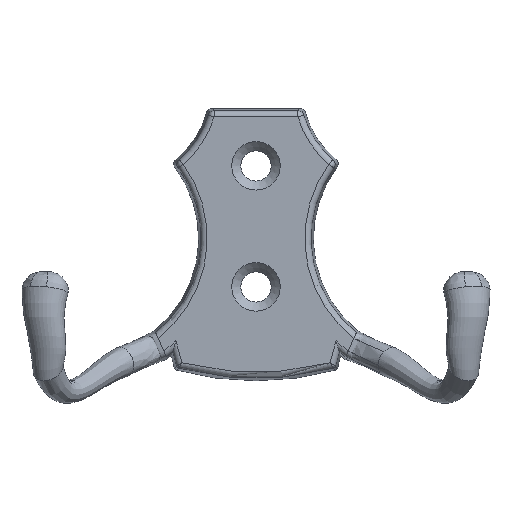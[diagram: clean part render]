
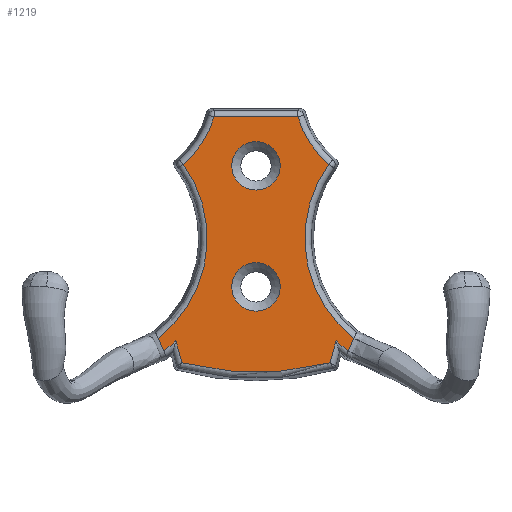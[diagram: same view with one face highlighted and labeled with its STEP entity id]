
A CAD part, top view. The second image highlights one B-rep face of the part: STEP entity #1219.
In plain terms, the highlighted planar face has unit normal (0, 0, 1).
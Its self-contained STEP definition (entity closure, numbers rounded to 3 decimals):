
#139=FACE_BOUND('',#335,.T.);
#140=FACE_BOUND('',#336,.T.);
#154=CIRCLE('',#1313,4.);
#155=CIRCLE('',#1314,4.);
#158=CIRCLE('',#1319,4.);
#159=CIRCLE('',#1320,4.);
#164=CIRCLE('',#1327,16.398);
#170=CIRCLE('',#1336,20.923);
#172=CIRCLE('',#1339,16.398);
#173=CIRCLE('',#1340,20.923);
#174=CIRCLE('',#1341,23.128);
#175=CIRCLE('',#1342,48.602);
#176=CIRCLE('',#1343,23.128);
#261=FACE_OUTER_BOUND('',#334,.T.);
#334=EDGE_LOOP('',(#877,#878,#879,#880,#881,#882,#883,#884,#885,#886,#887,
#888));
#335=EDGE_LOOP('',(#889,#890));
#336=EDGE_LOOP('',(#891,#892));
#407=LINE('',#1981,#442);
#408=LINE('',#1987,#443);
#409=LINE('',#1991,#444);
#410=LINE('',#1995,#445);
#411=LINE('',#1998,#446);
#442=VECTOR('',#1541,10.);
#443=VECTOR('',#1546,10.);
#444=VECTOR('',#1549,10.);
#445=VECTOR('',#1552,10.);
#446=VECTOR('',#1555,10.);
#477=VERTEX_POINT('',#1785);
#478=VERTEX_POINT('',#1786);
#481=VERTEX_POINT('',#1797);
#482=VERTEX_POINT('',#1798);
#490=VERTEX_POINT('',#1880);
#491=VERTEX_POINT('',#1882);
#495=VERTEX_POINT('',#1954);
#499=VERTEX_POINT('',#1980);
#500=VERTEX_POINT('',#1982);
#501=VERTEX_POINT('',#1984);
#502=VERTEX_POINT('',#1986);
#503=VERTEX_POINT('',#1988);
#504=VERTEX_POINT('',#1990);
#505=VERTEX_POINT('',#1992);
#506=VERTEX_POINT('',#1994);
#507=VERTEX_POINT('',#1996);
#616=EDGE_CURVE('',#477,#478,#154,.T.);
#617=EDGE_CURVE('',#478,#477,#155,.T.);
#622=EDGE_CURVE('',#481,#482,#158,.T.);
#623=EDGE_CURVE('',#482,#481,#159,.T.);
#633=EDGE_CURVE('',#490,#491,#164,.T.);
#642=EDGE_CURVE('',#491,#495,#170,.T.);
#647=EDGE_CURVE('',#499,#490,#407,.T.);
#648=EDGE_CURVE('',#500,#499,#172,.T.);
#649=EDGE_CURVE('',#501,#500,#173,.T.);
#650=EDGE_CURVE('',#502,#501,#408,.T.);
#651=EDGE_CURVE('',#503,#502,#174,.T.);
#652=EDGE_CURVE('',#504,#503,#409,.T.);
#653=EDGE_CURVE('',#505,#504,#175,.T.);
#654=EDGE_CURVE('',#506,#505,#410,.T.);
#655=EDGE_CURVE('',#507,#506,#176,.T.);
#656=EDGE_CURVE('',#495,#507,#411,.T.);
#877=ORIENTED_EDGE('',*,*,#633,.F.);
#878=ORIENTED_EDGE('',*,*,#647,.F.);
#879=ORIENTED_EDGE('',*,*,#648,.F.);
#880=ORIENTED_EDGE('',*,*,#649,.F.);
#881=ORIENTED_EDGE('',*,*,#650,.F.);
#882=ORIENTED_EDGE('',*,*,#651,.F.);
#883=ORIENTED_EDGE('',*,*,#652,.F.);
#884=ORIENTED_EDGE('',*,*,#653,.F.);
#885=ORIENTED_EDGE('',*,*,#654,.F.);
#886=ORIENTED_EDGE('',*,*,#655,.F.);
#887=ORIENTED_EDGE('',*,*,#656,.F.);
#888=ORIENTED_EDGE('',*,*,#642,.F.);
#889=ORIENTED_EDGE('',*,*,#616,.T.);
#890=ORIENTED_EDGE('',*,*,#617,.T.);
#891=ORIENTED_EDGE('',*,*,#622,.T.);
#892=ORIENTED_EDGE('',*,*,#623,.T.);
#1191=PLANE('',#1338);
#1219=ADVANCED_FACE('',(#261,#139,#140),#1191,.T.);
#1313=AXIS2_PLACEMENT_3D('',#1787,#1485,#1486);
#1314=AXIS2_PLACEMENT_3D('',#1788,#1487,#1488);
#1319=AXIS2_PLACEMENT_3D('',#1799,#1499,#1500);
#1320=AXIS2_PLACEMENT_3D('',#1800,#1501,#1502);
#1327=AXIS2_PLACEMENT_3D('',#1883,#1517,#1518);
#1336=AXIS2_PLACEMENT_3D('',#1955,#1535,#1536);
#1338=AXIS2_PLACEMENT_3D('',#1979,#1539,#1540);
#1339=AXIS2_PLACEMENT_3D('',#1983,#1542,#1543);
#1340=AXIS2_PLACEMENT_3D('',#1985,#1544,#1545);
#1341=AXIS2_PLACEMENT_3D('',#1989,#1547,#1548);
#1342=AXIS2_PLACEMENT_3D('',#1993,#1550,#1551);
#1343=AXIS2_PLACEMENT_3D('',#1997,#1553,#1554);
#1485=DIRECTION('center_axis',(0.,0.,-1.));
#1486=DIRECTION('ref_axis',(1.,0.,0.));
#1487=DIRECTION('center_axis',(0.,0.,-1.));
#1488=DIRECTION('ref_axis',(1.,0.,0.));
#1499=DIRECTION('center_axis',(0.,0.,-1.));
#1500=DIRECTION('ref_axis',(1.,0.,0.));
#1501=DIRECTION('center_axis',(0.,0.,-1.));
#1502=DIRECTION('ref_axis',(1.,0.,0.));
#1517=DIRECTION('center_axis',(0.,0.,1.));
#1518=DIRECTION('ref_axis',(-0.834,-0.552,0.));
#1535=DIRECTION('center_axis',(0.,0.,1.));
#1536=DIRECTION('ref_axis',(-0.993,-0.115,0.));
#1539=DIRECTION('center_axis',(0.,0.,1.));
#1540=DIRECTION('ref_axis',(1.,0.,0.));
#1541=DIRECTION('',(1.,0.,0.));
#1542=DIRECTION('center_axis',(0.,0.,1.));
#1543=DIRECTION('ref_axis',(0.834,-0.552,0.));
#1544=DIRECTION('center_axis',(0.,0.,1.));
#1545=DIRECTION('ref_axis',(0.993,-0.115,0.));
#1546=DIRECTION('',(-0.408,0.913,0.));
#1547=DIRECTION('center_axis',(0.,0.,-1.));
#1548=DIRECTION('ref_axis',(0.612,-0.791,0.));
#1549=DIRECTION('',(-0.259,0.966,0.));
#1550=DIRECTION('center_axis',(0.,0.,-1.));
#1551=DIRECTION('ref_axis',(0.,-1.,0.));
#1552=DIRECTION('',(-0.259,-0.966,0.));
#1553=DIRECTION('center_axis',(0.,0.,-1.));
#1554=DIRECTION('ref_axis',(-0.629,-0.778,0.));
#1555=DIRECTION('',(-0.408,-0.913,0.));
#1785=CARTESIAN_POINT('',(4.,-7.,5.5));
#1786=CARTESIAN_POINT('',(-4.,-7.,5.5));
#1787=CARTESIAN_POINT('Origin',(0.,-7.,
5.5));
#1788=CARTESIAN_POINT('Origin',(0.,-7.,
5.5));
#1797=CARTESIAN_POINT('',(4.,13.,5.5));
#1798=CARTESIAN_POINT('',(-4.,13.,5.5));
#1799=CARTESIAN_POINT('Origin',(0.,13.,5.5));
#1800=CARTESIAN_POINT('Origin',(0.,13.,5.5));
#1880=CARTESIAN_POINT('',(6.919,21.102,5.5));
#1882=CARTESIAN_POINT('',(12.039,13.252,5.5));
#1883=CARTESIAN_POINT('Origin',(22.641,25.761,5.5));
#1954=CARTESIAN_POINT('',(16.166,-15.525,5.5));
#1955=CARTESIAN_POINT('Origin',(29.,1.,5.5));
#1979=CARTESIAN_POINT('Origin',(0.,0.,
5.5));
#1980=CARTESIAN_POINT('',(-6.919,21.102,5.5));
#1981=CARTESIAN_POINT('',(-4.,21.102,5.5));
#1982=CARTESIAN_POINT('',(-12.039,13.252,5.5));
#1983=CARTESIAN_POINT('Origin',(-22.641,25.761,5.5));
#1984=CARTESIAN_POINT('',(-16.166,-15.525,5.5));
#1985=CARTESIAN_POINT('Origin',(-29.,1.,5.5));
#1986=CARTESIAN_POINT('',(-15.243,-17.592,5.5));
#1987=CARTESIAN_POINT('',(-16.705,-14.318,5.5));
#1988=CARTESIAN_POINT('',(-13.221,-15.91,5.5));
#1989=CARTESIAN_POINT('Origin',(-29.,1.,5.5));
#1990=CARTESIAN_POINT('',(-12.251,-19.533,5.5));
#1991=CARTESIAN_POINT('',(-14.178,-12.341,5.5));
#1992=CARTESIAN_POINT('',(12.251,-19.533,5.5));
#1993=CARTESIAN_POINT('Origin',(0.,27.5,5.5));
#1994=CARTESIAN_POINT('',(13.221,-15.91,5.5));
#1995=CARTESIAN_POINT('',(14.482,-11.207,5.5));
#1996=CARTESIAN_POINT('',(15.243,-17.592,5.5));
#1997=CARTESIAN_POINT('Origin',(29.,1.,5.5));
#1998=CARTESIAN_POINT('',(14.621,-18.983,5.5));
